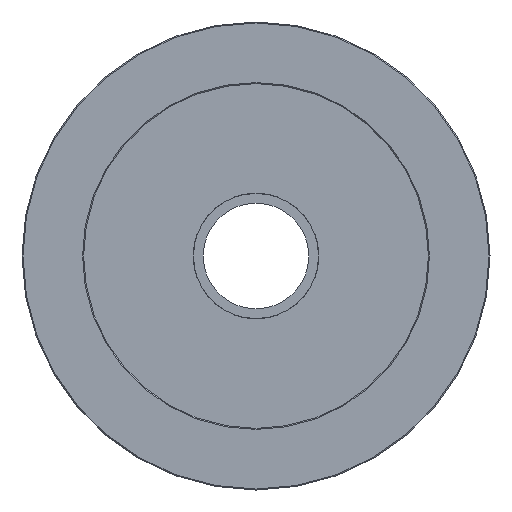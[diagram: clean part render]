
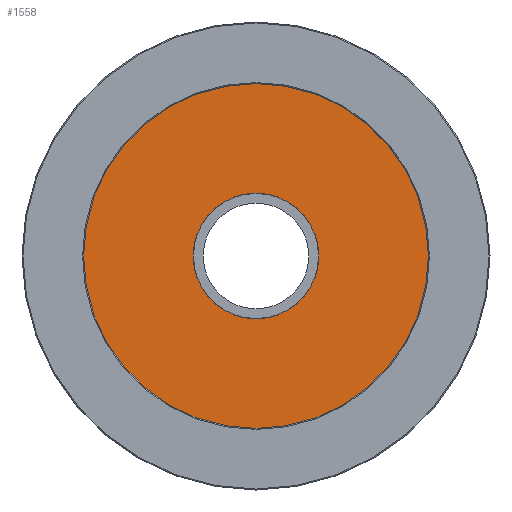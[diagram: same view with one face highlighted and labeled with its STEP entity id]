
A CAD part, front view. The second image highlights one B-rep face of the part: STEP entity #1558.
In plain terms, the highlighted planar face has unit normal (0, -1, 0).
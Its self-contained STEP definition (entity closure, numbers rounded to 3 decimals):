
#6 = EDGE_CURVE ( 'NONE', #97, #477, #1447, .T. ) ;
#44 = DIRECTION ( 'NONE',  ( 0., -1., 0. ) ) ;
#68 = CARTESIAN_POINT ( 'NONE',  ( 35., 4.5, 0. ) ) ;
#80 = DIRECTION ( 'NONE',  ( 0., -1., 0. ) ) ;
#97 = VERTEX_POINT ( 'NONE', #100 ) ;
#100 = CARTESIAN_POINT ( 'NONE',  ( 12.75, 4.5, 0. ) ) ;
#108 = FACE_BOUND ( 'NONE', #659, .T. ) ;
#291 = CARTESIAN_POINT ( 'NONE',  ( -12.75, 4.5, 0. ) ) ;
#318 = EDGE_CURVE ( 'NONE', #477, #97, #1361, .T. ) ;
#343 = EDGE_CURVE ( 'NONE', #1483, #1521, #1286, .T. ) ;
#374 = ORIENTED_EDGE ( 'NONE', *, *, #953, .F. ) ;
#397 = CIRCLE ( 'NONE', #673, 35. ) ;
#425 = DIRECTION ( 'NONE',  ( 1., 0., 0. ) ) ;
#477 = VERTEX_POINT ( 'NONE', #291 ) ;
#490 = ORIENTED_EDGE ( 'NONE', *, *, #318, .F. ) ;
#497 = CARTESIAN_POINT ( 'NONE',  ( 0., 4.5, 0. ) ) ;
#525 = CARTESIAN_POINT ( 'NONE',  ( -35., 4.5, 0. ) ) ;
#537 = AXIS2_PLACEMENT_3D ( 'NONE', #981, #44, #1495 ) ;
#544 = DIRECTION ( 'NONE',  ( 1., 0., 0. ) ) ;
#550 = PLANE ( 'NONE',  #1267 ) ;
#614 = DIRECTION ( 'NONE',  ( 0., 1., 0. ) ) ;
#659 = EDGE_LOOP ( 'NONE', ( #490, #956 ) ) ;
#673 = AXIS2_PLACEMENT_3D ( 'NONE', #497, #614, #863 ) ;
#735 = CARTESIAN_POINT ( 'NONE',  ( 0., 4.5, 0. ) ) ;
#737 = AXIS2_PLACEMENT_3D ( 'NONE', #735, #1212, #854 ) ;
#773 = CARTESIAN_POINT ( 'NONE',  ( 0., 4.5, 0. ) ) ;
#803 = AXIS2_PLACEMENT_3D ( 'NONE', #773, #80, #425 ) ;
#854 = DIRECTION ( 'NONE',  ( -1., 0., 0. ) ) ;
#863 = DIRECTION ( 'NONE',  ( -1., 0., 0. ) ) ;
#953 = EDGE_CURVE ( 'NONE', #1521, #1483, #397, .T. ) ;
#956 = ORIENTED_EDGE ( 'NONE', *, *, #6, .F. ) ;
#981 = CARTESIAN_POINT ( 'NONE',  ( 0., 4.5, 0. ) ) ;
#1026 = FACE_OUTER_BOUND ( 'NONE', #1513, .T. ) ;
#1200 = ORIENTED_EDGE ( 'NONE', *, *, #343, .F. ) ;
#1212 = DIRECTION ( 'NONE',  ( 0., 1., 0. ) ) ;
#1267 = AXIS2_PLACEMENT_3D ( 'NONE', #1282, #1418, #544 ) ;
#1282 = CARTESIAN_POINT ( 'NONE',  ( -35., 4.5, 0. ) ) ;
#1286 = CIRCLE ( 'NONE', #737, 35. ) ;
#1361 = CIRCLE ( 'NONE', #537, 12.75 ) ;
#1418 = DIRECTION ( 'NONE',  ( 0., -1., 0. ) ) ;
#1447 = CIRCLE ( 'NONE', #803, 12.75 ) ;
#1483 = VERTEX_POINT ( 'NONE', #68 ) ;
#1495 = DIRECTION ( 'NONE',  ( 1., 0., 0. ) ) ;
#1513 = EDGE_LOOP ( 'NONE', ( #374, #1200 ) ) ;
#1521 = VERTEX_POINT ( 'NONE', #525 ) ;
#1558 = ADVANCED_FACE ( 'NONE', ( #108, #1026 ), #550, .T. ) ;
